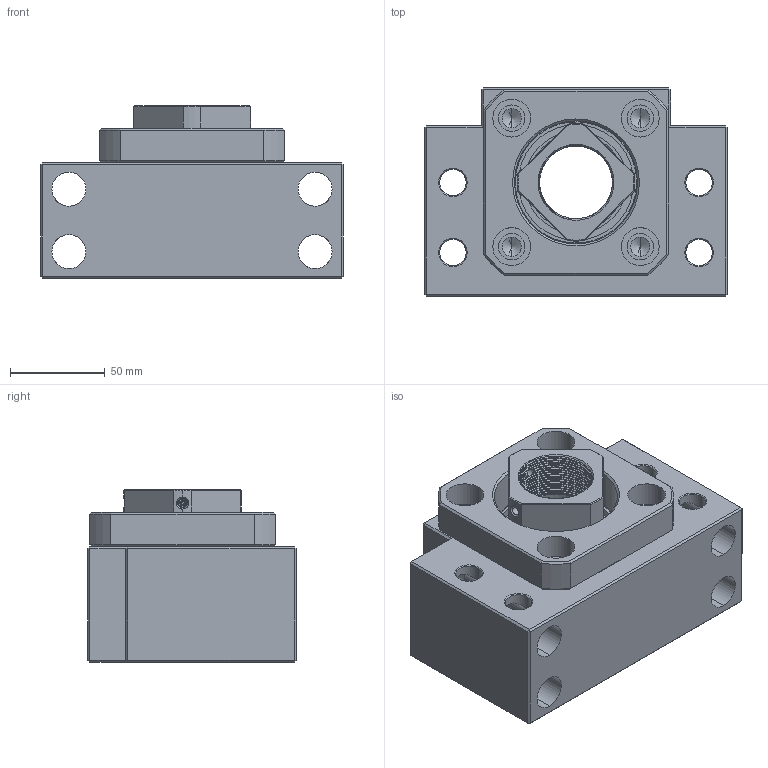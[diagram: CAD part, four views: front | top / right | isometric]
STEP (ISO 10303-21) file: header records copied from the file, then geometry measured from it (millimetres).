
FILE_DESCRIPTION (( 'STEP AP203' ), '1' );
FILE_NAME ('BK40.STEP', '2017-05-04T11:47:10', ( 'User' ), ( '' ), 'SwSTEP 2.0', 'SolidWorks 2015', '' );
FILE_SCHEMA (( 'CONFIG_CONTROL_DESIGN' ));
Length unit declared in the file: millimetre
Products named in the file (1): BK40
Bounding box: 160 x 110 x 91 mm (x, y, z)
Volume: 836886 mm3; surface area: 206666.7 mm2
Topology: 39 solids, 39 shells, 505 faces, 1309 edges, 758 vertices
Faces by surface type: cylinder 168, bspline 162, plane 103, cone 72
Entity records: 20615 total; most frequent: CARTESIAN_POINT 10056, ORIENTED_EDGE 2370, DIRECTION 1966, EDGE_CURVE 1185, AXIS2_PLACEMENT_3D 799, VERTEX_POINT 754, EDGE_LOOP 567, ADVANCED_FACE 505
